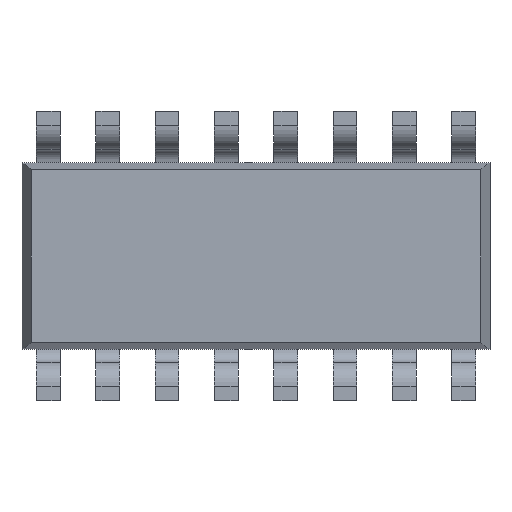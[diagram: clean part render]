
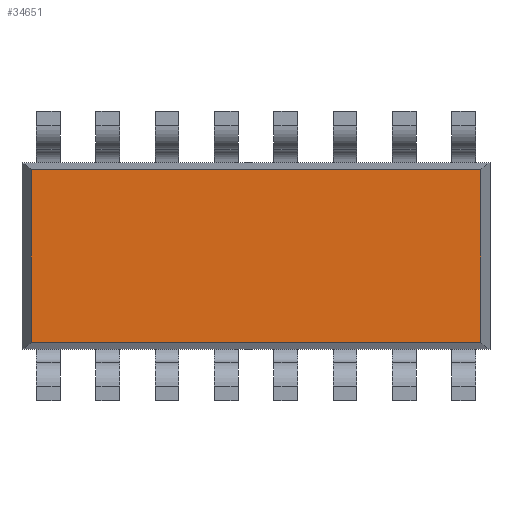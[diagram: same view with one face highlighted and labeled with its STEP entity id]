
A CAD part, front view. The second image highlights one B-rep face of the part: STEP entity #34651.
In plain terms, the highlighted planar face has unit normal (0, -1, 0).
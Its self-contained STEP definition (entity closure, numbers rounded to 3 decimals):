
#74 = CARTESIAN_POINT ( 'NONE',  ( -4.175, 0.1, -2.001 ) ) ;
#1999 = EDGE_CURVE ( 'NONE', #2253, #34966, #12961, .T. ) ;
#2253 = VERTEX_POINT ( 'NONE', #13484 ) ;
#2850 = LINE ( 'NONE', #25841, #35297 ) ;
#4663 = VECTOR ( 'NONE', #25209, 1000. ) ;
#5401 = AXIS2_PLACEMENT_3D ( 'NONE', #33400, #8384, #40141 ) ;
#5448 = DIRECTION ( 'NONE',  ( -1., 0., 0. ) ) ;
#8384 = DIRECTION ( 'NONE',  ( 0., -1., 0. ) ) ;
#8566 = EDGE_CURVE ( 'NONE', #39983, #34966, #32599, .T. ) ;
#9891 = DIRECTION ( 'NONE',  ( -1., 0., 0. ) ) ;
#12882 = CARTESIAN_POINT ( 'NONE',  ( 5.645, 0.1, 1.85 ) ) ;
#12961 = LINE ( 'NONE', #74, #4663 ) ;
#13484 = CARTESIAN_POINT ( 'NONE',  ( -4.175, 0.1, -1.85 ) ) ;
#14559 = EDGE_CURVE ( 'NONE', #23605, #39983, #2850, .T. ) ;
#18153 = PLANE ( 'NONE',  #5401 ) ;
#18260 = ORIENTED_EDGE ( 'NONE', *, *, #1999, .F. ) ;
#20865 = CARTESIAN_POINT ( 'NONE',  ( 5.645, 0.1, -1.85 ) ) ;
#22739 = VECTOR ( 'NONE', #5448, 1000. ) ;
#23059 = FACE_OUTER_BOUND ( 'NONE', #37897, .T. ) ;
#23605 = VERTEX_POINT ( 'NONE', #39043 ) ;
#25209 = DIRECTION ( 'NONE',  ( 0., 0., 1. ) ) ;
#25841 = CARTESIAN_POINT ( 'NONE',  ( 5.445, 0.1, -2.001 ) ) ;
#26774 = ORIENTED_EDGE ( 'NONE', *, *, #36785, .F. ) ;
#27550 = ORIENTED_EDGE ( 'NONE', *, *, #8566, .T. ) ;
#27840 = CARTESIAN_POINT ( 'NONE',  ( 5.445, 0.1, 1.85 ) ) ;
#28364 = ORIENTED_EDGE ( 'NONE', *, *, #14559, .T. ) ;
#29017 = DIRECTION ( 'NONE',  ( 0., 0., 1. ) ) ;
#30346 = CARTESIAN_POINT ( 'NONE',  ( -4.175, 0.1, 1.85 ) ) ;
#32599 = LINE ( 'NONE', #12882, #39950 ) ;
#33400 = CARTESIAN_POINT ( 'NONE',  ( 5.645, 0.1, 1.85 ) ) ;
#34651 = ADVANCED_FACE ( 'NONE', ( #23059 ), #18153, .T. ) ;
#34966 = VERTEX_POINT ( 'NONE', #30346 ) ;
#35297 = VECTOR ( 'NONE', #29017, 1000. ) ;
#36785 = EDGE_CURVE ( 'NONE', #23605, #2253, #38476, .T. ) ;
#37897 = EDGE_LOOP ( 'NONE', ( #28364, #27550, #18260, #26774 ) ) ;
#38476 = LINE ( 'NONE', #20865, #22739 ) ;
#39043 = CARTESIAN_POINT ( 'NONE',  ( 5.445, 0.1, -1.85 ) ) ;
#39950 = VECTOR ( 'NONE', #9891, 1000. ) ;
#39983 = VERTEX_POINT ( 'NONE', #27840 ) ;
#40141 = DIRECTION ( 'NONE',  ( 0., 0., -1. ) ) ;
